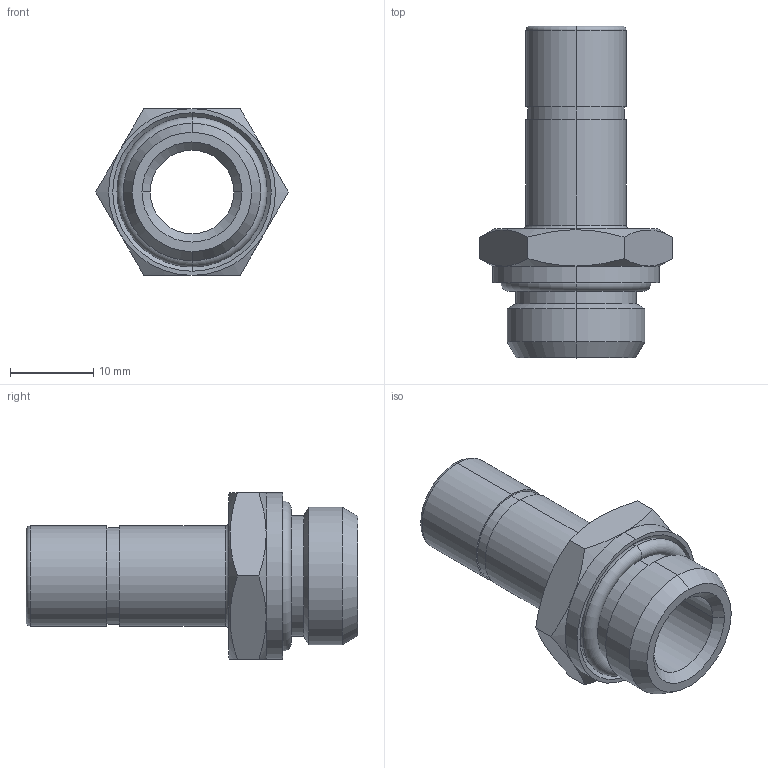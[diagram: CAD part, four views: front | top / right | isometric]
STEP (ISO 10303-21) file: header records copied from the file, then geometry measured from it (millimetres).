
FILE_DESCRIPTION (( 'STEP AP214' ), '1' );
FILE_NAME ('6060000016A.STEP', '2015-07-06T15:25:03', ( '' ), ( '' ), 'SwSTEP 2.0', 'SolidWorks 2015', '' );
FILE_SCHEMA (( 'AUTOMOTIVE_DESIGN' ));
Length unit declared in the file: millimetre
Products named in the file (1): 6060000016A
Bounding box: 23.09 x 39.8 x 20 mm (x, y, z)
Surface area: 3860.6 mm2 (no closed solid volume)
Topology: 0 solids, 3 shells, 52 faces, 114 edges, 68 vertices
Faces by surface type: cone 16, cylinder 14, plane 12, torus 10
Entity records: 2111 total; most frequent: CARTESIAN_POINT 367, DIRECTION 264, ORIENTED_EDGE 216, AXIS2_PLACEMENT_3D 117, EDGE_CURVE 114, VERTEX_POINT 68, CIRCLE 64, EDGE_LOOP 58
